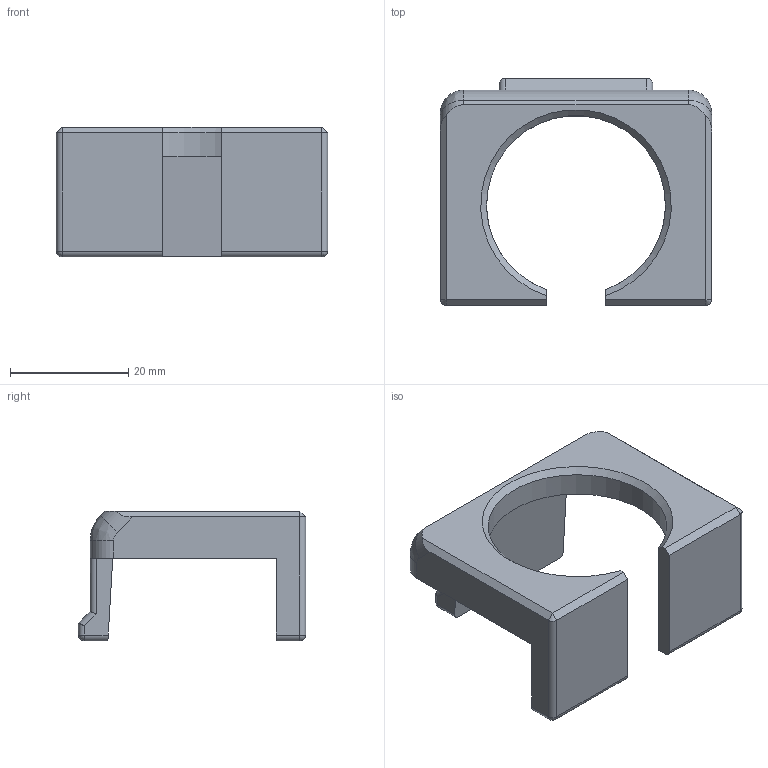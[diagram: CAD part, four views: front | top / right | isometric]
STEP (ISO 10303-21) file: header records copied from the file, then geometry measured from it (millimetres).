
FILE_DESCRIPTION(/* description */ (''),/* implementation_level */ '2;1');
FILE_NAME(/* name */ 'Thermometer Holder A8 - round.step',/* time_stamp */ '2024-01-30T09:21:03-07:00',/* author */ (''),/* organization */ (''),/* preprocessor_version */ 'ST-DEVELOPER v20',/* originating_system */ 'Autodesk Translation Framework v12.14.0.127',/* authorisation */ '');
FILE_SCHEMA (('AUTOMOTIVE_DESIGN { 1 0 10303 214 3 1 1 }'));
Length unit declared in the file: millimetre
Products named in the file (1): Round Holder
Bounding box: 46 x 38.5 x 22 mm (x, y, z)
Volume: 9694.5 mm3; surface area: 5758.5 mm2
Topology: 1 solids, 1 shells, 62 faces, 156 edges, 94 vertices
Faces by surface type: plane 28, cylinder 25, sphere 4, cone 3, bspline 2
Entity records: 1878 total; most frequent: CARTESIAN_POINT 359, DIRECTION 319, ORIENTED_EDGE 308, EDGE_CURVE 154, AXIS2_PLACEMENT_3D 110, LINE 99, VECTOR 99, VERTEX_POINT 94
